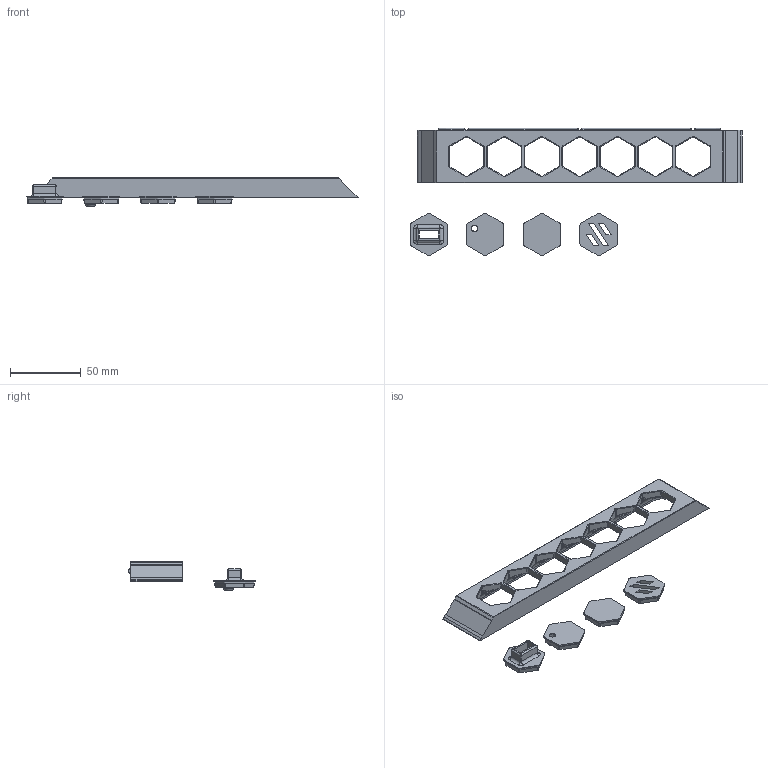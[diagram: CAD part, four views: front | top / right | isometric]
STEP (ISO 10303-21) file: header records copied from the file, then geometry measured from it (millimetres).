
FILE_DESCRIPTION(/* description */ (''),/* implementation_level */ '2;1');
FILE_NAME(/* name */ 'VoronZeroModularSkirt.step',/* time_stamp */ '2021-11-16T17:08:36-06:00',/* author */ (''),/* organization */ (''),/* preprocessor_version */ 'ST-DEVELOPER v18.1',/* originating_system */ 'Autodesk Translation Framework v10.10.0.1391',/* authorisation */ '');
FILE_SCHEMA (('AUTOMOTIVE_DESIGN { 1 0 10303 214 3 1 1 }'));
Length unit declared in the file: millimetre
Products named in the file (1): HexSkirt
Bounding box: 234.4 x 89.78 x 20 mm (x, y, z)
Volume: 44808.7 mm3; surface area: 32256.6 mm2
Topology: 5 solids, 5 shells, 842 faces, 2102 edges, 1276 vertices
Faces by surface type: plane 355, bspline 205, cylinder 168, cone 109, torus 5
Full cylindrical faces by diameter (mm): 3.4 x3, 4.2 x1, 7.244 x1
Entity records: 30692 total; most frequent: CARTESIAN_POINT 11855, ORIENTED_EDGE 4196, DIRECTION 3361, EDGE_CURVE 2098, VERTEX_POINT 1276, LINE 1269, VECTOR 1269, AXIS2_PLACEMENT_3D 1046
